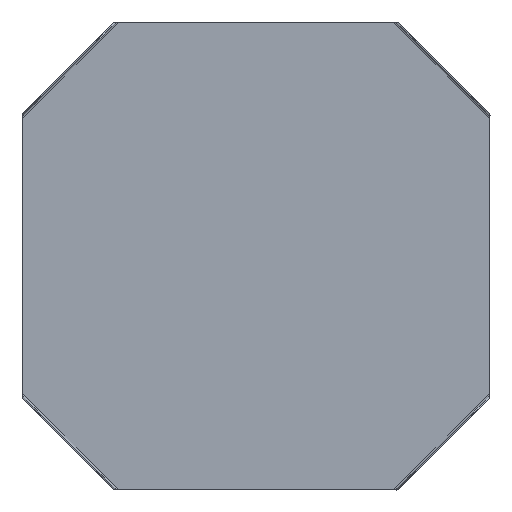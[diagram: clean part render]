
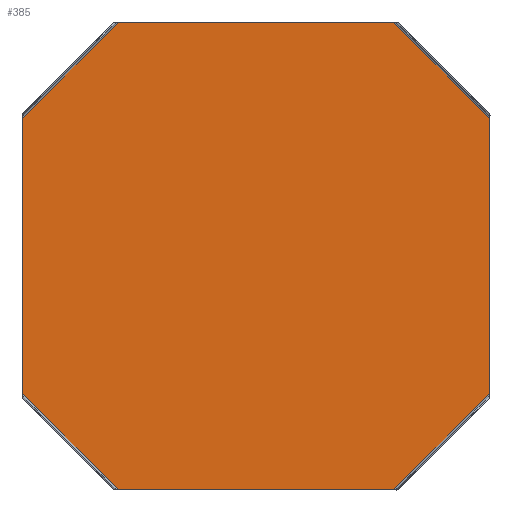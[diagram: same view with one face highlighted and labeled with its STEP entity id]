
A CAD part, front view. The second image highlights one B-rep face of the part: STEP entity #385.
In plain terms, the highlighted planar face has unit normal (0, -1, 0).
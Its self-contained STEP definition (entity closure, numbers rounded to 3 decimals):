
#13 = AXIS2_PLACEMENT_3D ( 'NONE', #45, #109, #30 ) ;
#30 = DIRECTION ( 'NONE',  ( 0., 0., 1. ) ) ;
#44 = CARTESIAN_POINT ( 'NONE',  ( -92., -0.7, 125. ) ) ;
#45 = CARTESIAN_POINT ( 'NONE',  ( 0., -0.7, 0. ) ) ;
#60 = CARTESIAN_POINT ( 'NONE',  ( -73.643, -0.7, -125. ) ) ;
#106 = CARTESIAN_POINT ( 'NONE',  ( -125., -0.7, -92. ) ) ;
#109 = DIRECTION ( 'NONE',  ( 0., 1., 0. ) ) ;
#110 = EDGE_CURVE ( 'NONE', #991, #244, #253, .T. ) ;
#128 = DIRECTION ( 'NONE',  ( -0.707, 0., -0.707 ) ) ;
#136 = CARTESIAN_POINT ( 'NONE',  ( -125., -0.7, -73.643 ) ) ;
#137 = CARTESIAN_POINT ( 'NONE',  ( 73.643, -0.7, -125. ) ) ;
#165 = CARTESIAN_POINT ( 'NONE',  ( -99.321, -0.7, 99.321 ) ) ;
#176 = VECTOR ( 'NONE', #1150, 1000. ) ;
#218 = PLANE ( 'NONE',  #13 ) ;
#240 = CARTESIAN_POINT ( 'NONE',  ( -73.643, -0.7, 125. ) ) ;
#244 = VERTEX_POINT ( 'NONE', #136 ) ;
#245 = DIRECTION ( 'NONE',  ( 1., 0., 0. ) ) ;
#248 = EDGE_CURVE ( 'NONE', #490, #921, #426, .T. ) ;
#253 = LINE ( 'NONE', #448, #700 ) ;
#270 = VERTEX_POINT ( 'NONE', #137 ) ;
#305 = EDGE_CURVE ( 'NONE', #490, #498, #1253, .T. ) ;
#306 = CARTESIAN_POINT ( 'NONE',  ( 73.643, -0.7, 125. ) ) ;
#385 = ADVANCED_FACE ( 'NONE', ( #1194 ), #218, .F. ) ;
#419 = VECTOR ( 'NONE', #1239, 1000. ) ;
#424 = CARTESIAN_POINT ( 'NONE',  ( 125., -0.7, 73.643 ) ) ;
#426 = LINE ( 'NONE', #165, #1069 ) ;
#432 = VECTOR ( 'NONE', #992, 1000. ) ;
#433 = EDGE_LOOP ( 'NONE', ( #530, #606, #1042, #641, #973, #725, #1203, #447 ) ) ;
#447 = ORIENTED_EDGE ( 'NONE', *, *, #907, .T. ) ;
#448 = CARTESIAN_POINT ( 'NONE',  ( -99.321, -0.7, -99.321 ) ) ;
#449 = DIRECTION ( 'NONE',  ( -0.707, 0., 0.707 ) ) ;
#490 = VERTEX_POINT ( 'NONE', #240 ) ;
#498 = VERTEX_POINT ( 'NONE', #306 ) ;
#530 = ORIENTED_EDGE ( 'NONE', *, *, #305, .F. ) ;
#535 = CARTESIAN_POINT ( 'NONE',  ( -125., -0.7, 73.643 ) ) ;
#606 = ORIENTED_EDGE ( 'NONE', *, *, #248, .T. ) ;
#640 = CARTESIAN_POINT ( 'NONE',  ( -92., -0.7, -125. ) ) ;
#641 = ORIENTED_EDGE ( 'NONE', *, *, #110, .F. ) ;
#666 = EDGE_CURVE ( 'NONE', #977, #779, #1085, .T. ) ;
#685 = VECTOR ( 'NONE', #968, 1000. ) ;
#700 = VECTOR ( 'NONE', #449, 1000. ) ;
#725 = ORIENTED_EDGE ( 'NONE', *, *, #1106, .F. ) ;
#730 = CARTESIAN_POINT ( 'NONE',  ( 125., -0.7, -73.643 ) ) ;
#779 = VERTEX_POINT ( 'NONE', #730 ) ;
#811 = CARTESIAN_POINT ( 'NONE',  ( 125., -0.7, -92. ) ) ;
#834 = CARTESIAN_POINT ( 'NONE',  ( 99.321, -0.7, 99.321 ) ) ;
#891 = EDGE_CURVE ( 'NONE', #270, #991, #1152, .T. ) ;
#907 = EDGE_CURVE ( 'NONE', #977, #498, #1246, .T. ) ;
#921 = VERTEX_POINT ( 'NONE', #535 ) ;
#968 = DIRECTION ( 'NONE',  ( -0.707, 0., -0.707 ) ) ;
#973 = ORIENTED_EDGE ( 'NONE', *, *, #891, .F. ) ;
#977 = VERTEX_POINT ( 'NONE', #424 ) ;
#986 = CARTESIAN_POINT ( 'NONE',  ( 99.321, -0.7, -99.321 ) ) ;
#991 = VERTEX_POINT ( 'NONE', #60 ) ;
#992 = DIRECTION ( 'NONE',  ( -1., 0., 0. ) ) ;
#1015 = DIRECTION ( 'NONE',  ( 0., 0., -1. ) ) ;
#1042 = ORIENTED_EDGE ( 'NONE', *, *, #1155, .F. ) ;
#1069 = VECTOR ( 'NONE', #128, 1000. ) ;
#1082 = VECTOR ( 'NONE', #245, 1000. ) ;
#1085 = LINE ( 'NONE', #811, #1123 ) ;
#1106 = EDGE_CURVE ( 'NONE', #779, #270, #1307, .T. ) ;
#1123 = VECTOR ( 'NONE', #1015, 1000. ) ;
#1150 = DIRECTION ( 'NONE',  ( 0., 0., 1. ) ) ;
#1152 = LINE ( 'NONE', #640, #432 ) ;
#1155 = EDGE_CURVE ( 'NONE', #244, #921, #1217, .T. ) ;
#1194 = FACE_OUTER_BOUND ( 'NONE', #433, .T. ) ;
#1203 = ORIENTED_EDGE ( 'NONE', *, *, #666, .F. ) ;
#1217 = LINE ( 'NONE', #106, #176 ) ;
#1239 = DIRECTION ( 'NONE',  ( -0.707, 0., 0.707 ) ) ;
#1246 = LINE ( 'NONE', #834, #419 ) ;
#1253 = LINE ( 'NONE', #44, #1082 ) ;
#1307 = LINE ( 'NONE', #986, #685 ) ;
